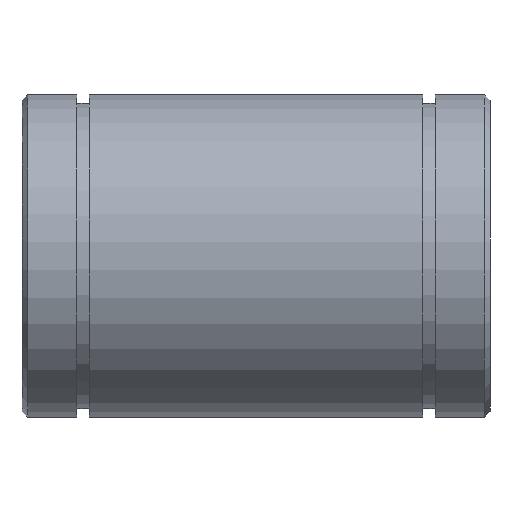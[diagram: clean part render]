
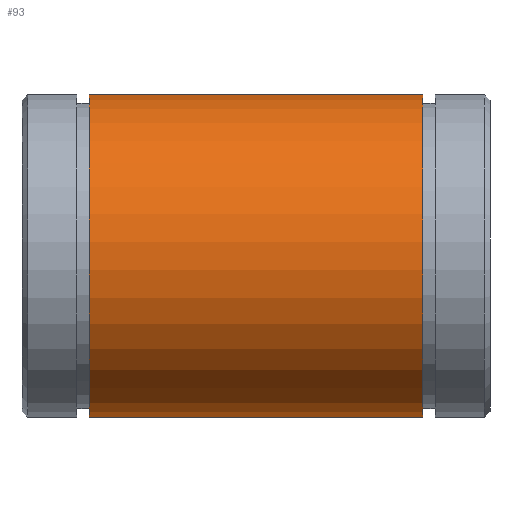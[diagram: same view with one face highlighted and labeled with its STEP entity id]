
A CAD part, top view. The second image highlights one B-rep face of the part: STEP entity #93.
In plain terms, the highlighted cylindrical face has radius 23.5 mm (diameter 47 mm), a partial arc.
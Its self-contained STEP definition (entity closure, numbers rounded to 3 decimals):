
#93 = ADVANCED_FACE( '', ( #183 ), #184, .T. );
#183 = FACE_OUTER_BOUND( '', #269, .T. );
#184 = CYLINDRICAL_SURFACE( '', #270, 23.5 );
#269 = EDGE_LOOP( '', ( #416, #417, #418, #419 ) );
#270 = AXIS2_PLACEMENT_3D( '', #420, #421, #422 );
#416 = ORIENTED_EDGE( '', *, *, #579, .T. );
#417 = ORIENTED_EDGE( '', *, *, #598, .T. );
#418 = ORIENTED_EDGE( '', *, *, #599, .F. );
#419 = ORIENTED_EDGE( '', *, *, #559, .T. );
#420 = CARTESIAN_POINT( '', ( 68., 0., 0. ) );
#421 = DIRECTION( '', ( -1., 0., 0. ) );
#422 = DIRECTION( '', ( 0., 0., -1. ) );
#559 = EDGE_CURVE( '', #666, #664, #667, .F. );
#579 = EDGE_CURVE( '', #664, #698, #700, .T. );
#598 = EDGE_CURVE( '', #698, #726, #727, .T. );
#599 = EDGE_CURVE( '', #666, #726, #728, .T. );
#664 = VERTEX_POINT( '', #811 );
#666 = VERTEX_POINT( '', #814 );
#667 = LINE( '', #815, #816 );
#698 = VERTEX_POINT( '', #862 );
#700 = CIRCLE( '', #865, 23.5 );
#726 = VERTEX_POINT( '', #896 );
#727 = LINE( '', #897, #898 );
#728 = CIRCLE( '', #899, 23.5 );
#811 = CARTESIAN_POINT( '', ( 9.8, 9.842, -21.34 ) );
#814 = CARTESIAN_POINT( '', ( 58.2, 9.842, -21.34 ) );
#815 = CARTESIAN_POINT( '', ( 68., 9.842, -21.34 ) );
#816 = VECTOR( '', #974, 1000. );
#862 = CARTESIAN_POINT( '', ( 9.8, -9.842, -21.34 ) );
#865 = AXIS2_PLACEMENT_3D( '', #997, #998, #999 );
#896 = CARTESIAN_POINT( '', ( 58.2, -9.842, -21.34 ) );
#897 = CARTESIAN_POINT( '', ( 68., -9.842, -21.34 ) );
#898 = VECTOR( '', #1026, 1000. );
#899 = AXIS2_PLACEMENT_3D( '', #1027, #1028, #1029 );
#974 = DIRECTION( '', ( 1., 0., 0. ) );
#997 = CARTESIAN_POINT( '', ( 9.8, 0., 0. ) );
#998 = DIRECTION( '', ( 1., 0., 0. ) );
#999 = DIRECTION( '', ( 0., 0., -1. ) );
#1026 = DIRECTION( '', ( 1., 0., 0. ) );
#1027 = CARTESIAN_POINT( '', ( 58.2, 0., 0. ) );
#1028 = DIRECTION( '', ( 1., 0., 0. ) );
#1029 = DIRECTION( '', ( 0., 0., -1. ) );
